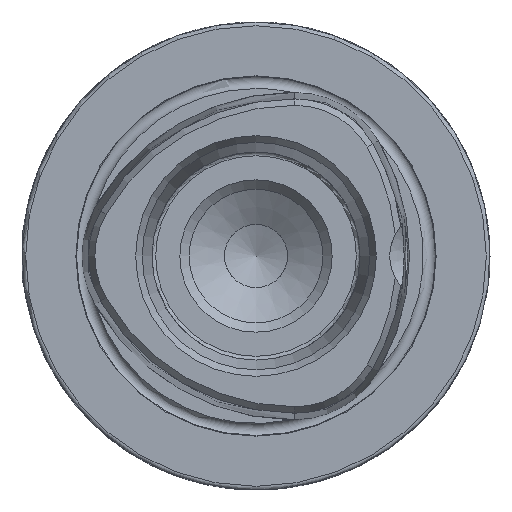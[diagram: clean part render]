
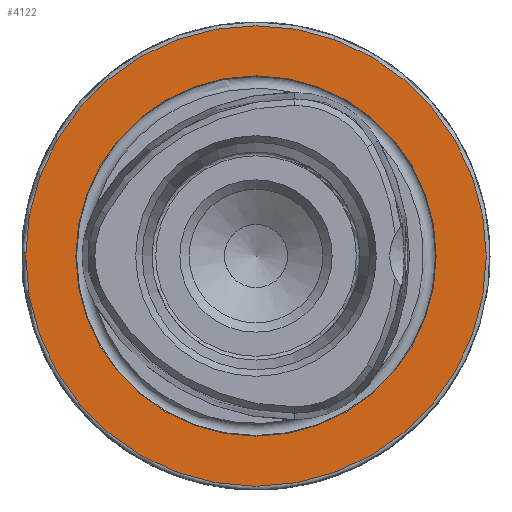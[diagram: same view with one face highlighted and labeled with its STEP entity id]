
A CAD part, left-side view. The second image highlights one B-rep face of the part: STEP entity #4122.
In plain terms, the highlighted planar face has unit normal (-1, 0, 0).
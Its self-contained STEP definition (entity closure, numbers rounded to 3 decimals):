
#325 = CARTESIAN_POINT ( 'NONE',  ( 0., 0., 0. ) ) ;
#328 = CARTESIAN_POINT ( 'NONE',  ( 0., 24.25, 0. ) ) ;
#461 = DIRECTION ( 'NONE',  ( 0., 0., 1. ) ) ;
#677 = EDGE_LOOP ( 'NONE', ( #7619 ) ) ;
#1186 = AXIS2_PLACEMENT_3D ( 'NONE', #2943, #6394, #461 ) ;
#1842 = DIRECTION ( 'NONE',  ( 1., 0., 0. ) ) ;
#2943 = CARTESIAN_POINT ( 'NONE',  ( 0., 0., 0. ) ) ;
#3381 = ORIENTED_EDGE ( 'NONE', *, *, #4204, .F. ) ;
#3554 = PLANE ( 'NONE',  #5713 ) ;
#3898 = CARTESIAN_POINT ( 'NONE',  ( 0., 0., 31. ) ) ;
#4122 = ADVANCED_FACE ( 'NONE', ( #4291, #9974 ), #3554, .F. ) ;
#4204 = EDGE_CURVE ( 'NONE', #5104, #5104, #4429, .T. ) ;
#4291 = FACE_BOUND ( 'NONE', #6753, .T. ) ;
#4429 = CIRCLE ( 'NONE', #1186, 24.25 ) ;
#5104 = VERTEX_POINT ( 'NONE', #5654 ) ;
#5654 = CARTESIAN_POINT ( 'NONE',  ( 0., 0., 24.25 ) ) ;
#5713 = AXIS2_PLACEMENT_3D ( 'NONE', #328, #1842, #9485 ) ;
#6212 = DIRECTION ( 'NONE',  ( -1., 0., 0. ) ) ;
#6235 = EDGE_CURVE ( 'NONE', #6880, #6880, #8349, .T. ) ;
#6394 = DIRECTION ( 'NONE',  ( -1., 0., 0. ) ) ;
#6753 = EDGE_LOOP ( 'NONE', ( #3381 ) ) ;
#6880 = VERTEX_POINT ( 'NONE', #3898 ) ;
#7061 = DIRECTION ( 'NONE',  ( 0., 0., 1. ) ) ;
#7619 = ORIENTED_EDGE ( 'NONE', *, *, #6235, .T. ) ;
#8166 = AXIS2_PLACEMENT_3D ( 'NONE', #325, #6212, #7061 ) ;
#8349 = CIRCLE ( 'NONE', #8166, 31. ) ;
#9485 = DIRECTION ( 'NONE',  ( 0., 0., -1. ) ) ;
#9974 = FACE_OUTER_BOUND ( 'NONE', #677, .T. ) ;
